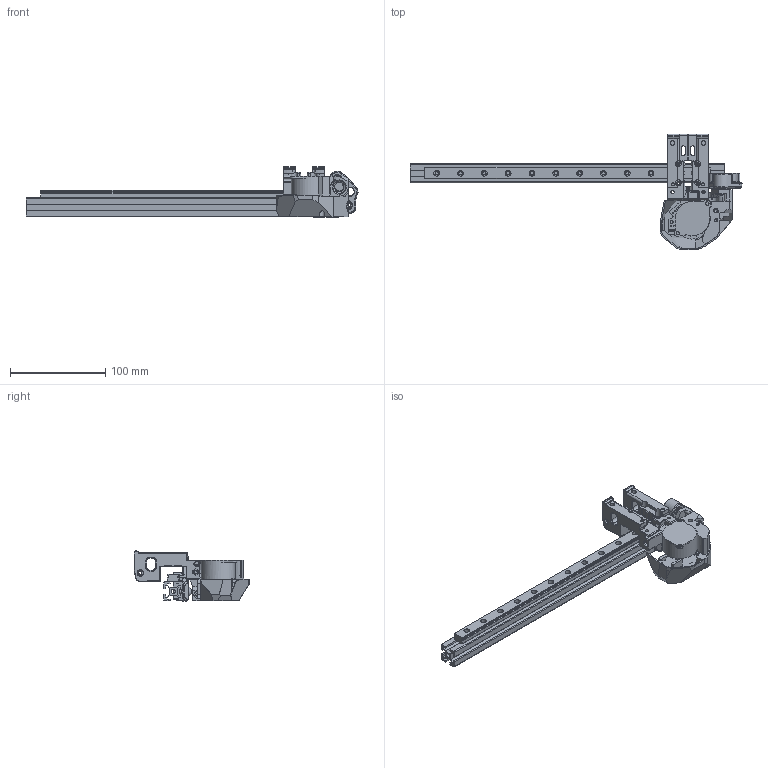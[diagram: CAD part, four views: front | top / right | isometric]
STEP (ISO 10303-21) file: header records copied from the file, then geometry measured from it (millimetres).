
FILE_DESCRIPTION(/* description */ ('STEP AP242','CAx-IF Rec.Pracs.---Representation and Presentation of Product Manufacturing Information (PMI)---4.0---2014-10-13','CAx-IF Rec.Pracs.---3D Tessellated Geometry---0.4---2014-09-14','2;1'),/* implementation_level */ '2;1');
FILE_NAME(/* name */ '62d7195087618e6b976e1810',/* time_stamp */ '2022-07-19T20:51:31+00:00',/* author */ (''),/* organization */ (''),/* preprocessor_version */ 'ST-DEVELOPER v18.102',/* originating_system */ ' ',/* authorisation */ ' ');
FILE_SCHEMA (('AP242_MANAGED_MODEL_BASED_3D_ENGINEERING_MIM_LF { 1 0 10303 442 1 1 4 }'));
Length unit declared in the file: metre
Products named in the file (12): HFSB5-20-330; MGN12 rail (1); M5x10 BHCS ; x_carriage_frame_left; x_carriage_frame_right; XY Joint - Left; Door; Cable Gland Mount; motor; EBB36 V1.0; 2010 Fan
Bounding box: 348.37 x 121.49 x 52.49 mm (x, y, z)
Volume: 190871.9 mm3; surface area: 130241.6 mm2
Topology: 12 solids, 12 shells, 1545 faces, 4123 edges, 2637 vertices
Faces by surface type: plane 961, cylinder 411, cone 82, torus 56, bspline 25, sphere 10
Full cylindrical faces by diameter (mm): 0.7 x2, 0.9 x6, 0.96 x18, 1 x15, 1.2 x4, 1.4 x2, 1.9 x2, 2.4 x3, 2.9 x2, 3.1 x2, 3.3 x2, 3.4 x8, 3.5 x22, 4.2 x1, 4.7 x7, 5 x2, 5.4 x7, 5.8 x3, 6 x20, 7 x3, 8.8 x2, 9 x2, 9.5 x2, 10 x1, 13 x1, 19 x2, 36 x1
Entity records: 48357 total; most frequent: CARTESIAN_POINT 9709, DIRECTION 7818, ORIENTED_EDGE 7756, EDGE_CURVE 3878, LINE 2686, VECTOR 2686, VERTEX_POINT 2567, AXIS2_PLACEMENT_3D 2566
